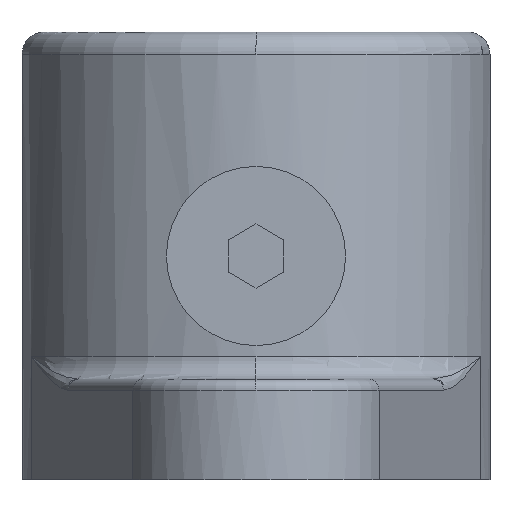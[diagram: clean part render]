
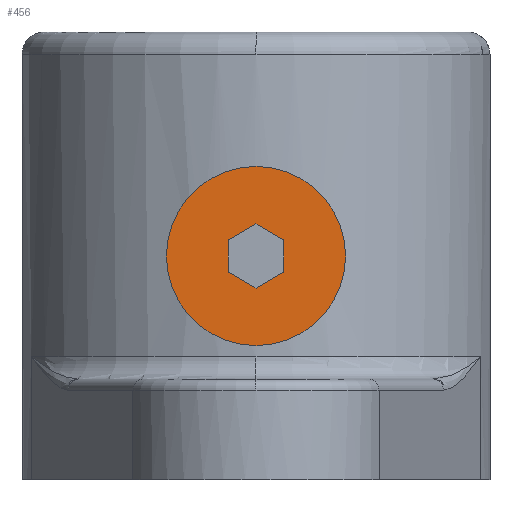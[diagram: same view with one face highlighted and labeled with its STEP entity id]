
A CAD part, left-side view. The second image highlights one B-rep face of the part: STEP entity #456.
In plain terms, the highlighted planar face has unit normal (-1, 0, 0).
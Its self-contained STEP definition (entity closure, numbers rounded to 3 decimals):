
#340 = EDGE_CURVE ( 'NONE', #445, #440, #1368, .T. ) ;
#366 = EDGE_CURVE ( 'NONE', #445, #470, #1419, .T. ) ;
#377 = EDGE_CURVE ( 'NONE', #378, #470, #1621, .T. ) ;
#378 = VERTEX_POINT ( 'NONE', #1657 ) ;
#379 = ORIENTED_EDGE ( 'NONE', *, *, #395, .F. ) ;
#385 = VERTEX_POINT ( 'NONE', #1547 ) ;
#395 = EDGE_CURVE ( 'NONE', #442, #439, #1546, .T. ) ;
#396 = ORIENTED_EDGE ( 'NONE', *, *, #457, .T. ) ;
#397 = ORIENTED_EDGE ( 'NONE', *, *, #377, .T. ) ;
#398 = ORIENTED_EDGE ( 'NONE', *, *, #366, .F. ) ;
#399 = ORIENTED_EDGE ( 'NONE', *, *, #340, .T. ) ;
#400 = ORIENTED_EDGE ( 'NONE', *, *, #438, .F. ) ;
#425 = EDGE_LOOP ( 'NONE', ( #379, #396, #397, #398, #399, #400 ) ) ;
#438 = EDGE_CURVE ( 'NONE', #439, #440, #1643, .T. ) ;
#439 = VERTEX_POINT ( 'NONE', #1594 ) ;
#440 = VERTEX_POINT ( 'NONE', #1593 ) ;
#442 = VERTEX_POINT ( 'NONE', #1592 ) ;
#445 = VERTEX_POINT ( 'NONE', #1591 ) ;
#456 = ADVANCED_FACE ( 'NONE', ( #1555, #1499 ), #1498, .T. ) ;
#457 = EDGE_CURVE ( 'NONE', #442, #378, #1542, .T. ) ;
#458 = ORIENTED_EDGE ( 'NONE', *, *, #487, .T. ) ;
#467 = EDGE_CURVE ( 'NONE', #385, #488, #1648, .T. ) ;
#470 = VERTEX_POINT ( 'NONE', #1506 ) ;
#487 = EDGE_CURVE ( 'NONE', #488, #385, #842, .T. ) ;
#488 = VERTEX_POINT ( 'NONE', #1870 ) ;
#497 = EDGE_LOOP ( 'NONE', ( #458, #512 ) ) ;
#512 = ORIENTED_EDGE ( 'NONE', *, *, #467, .T. ) ;
#601 = CARTESIAN_POINT ( 'NONE',  ( -113.542, 257.518, -0.057 ) ) ;
#842 = CIRCLE ( 'NONE', #1032, 8. ) ;
#1032 = AXIS2_PLACEMENT_3D ( 'NONE', #601, #1317, #1316 ) ;
#1316 = DIRECTION ( 'NONE',  ( 0., 0., -1. ) ) ;
#1317 = DIRECTION ( 'NONE',  ( -1., 0., 0. ) ) ;
#1365 = DIRECTION ( 'NONE',  ( 0., -0.866, -0.5 ) ) ;
#1366 = VECTOR ( 'NONE', #1365, 1000. ) ;
#1367 = CARTESIAN_POINT ( 'NONE',  ( -113.542, 257.518, 2.803 ) ) ;
#1368 = LINE ( 'NONE', #1367, #1366 ) ;
#1416 = DIRECTION ( 'NONE',  ( 0., 0.866, -0.5 ) ) ;
#1417 = VECTOR ( 'NONE', #1416, 1000. ) ;
#1418 = CARTESIAN_POINT ( 'NONE',  ( -113.542, 257.518, 2.803 ) ) ;
#1419 = LINE ( 'NONE', #1418, #1417 ) ;
#1494 = DIRECTION ( 'NONE',  ( 0., 0., -1. ) ) ;
#1495 = DIRECTION ( 'NONE',  ( -1., 0., 0. ) ) ;
#1496 = CARTESIAN_POINT ( 'NONE',  ( -113.542, 257.518, -0.057 ) ) ;
#1497 = AXIS2_PLACEMENT_3D ( 'NONE', #1496, #1495, #1494 ) ;
#1498 = PLANE ( 'NONE',  #1497 ) ;
#1499 = FACE_OUTER_BOUND ( 'NONE', #497, .T. ) ;
#1506 = CARTESIAN_POINT ( 'NONE',  ( -113.542, 259.995, 1.373 ) ) ;
#1513 = DIRECTION ( 'NONE',  ( 0., 0., -1. ) ) ;
#1514 = DIRECTION ( 'NONE',  ( -1., 0., 0. ) ) ;
#1515 = CARTESIAN_POINT ( 'NONE',  ( -113.542, 257.518, -0.057 ) ) ;
#1516 = AXIS2_PLACEMENT_3D ( 'NONE', #1515, #1514, #1513 ) ;
#1539 = DIRECTION ( 'NONE',  ( 0., 0.866, 0.5 ) ) ;
#1540 = VECTOR ( 'NONE', #1539, 1000. ) ;
#1541 = CARTESIAN_POINT ( 'NONE',  ( -113.542, 257.518, -2.917 ) ) ;
#1542 = LINE ( 'NONE', #1541, #1540 ) ;
#1543 = DIRECTION ( 'NONE',  ( 0., -0.866, 0.5 ) ) ;
#1544 = VECTOR ( 'NONE', #1543, 1000. ) ;
#1545 = CARTESIAN_POINT ( 'NONE',  ( -113.542, 257.518, -2.917 ) ) ;
#1546 = LINE ( 'NONE', #1545, #1544 ) ;
#1547 = CARTESIAN_POINT ( 'NONE',  ( -113.542, 257.518, 7.943 ) ) ;
#1555 = FACE_BOUND ( 'NONE', #425, .T. ) ;
#1591 = CARTESIAN_POINT ( 'NONE',  ( -113.542, 257.518, 2.803 ) ) ;
#1592 = CARTESIAN_POINT ( 'NONE',  ( -113.542, 257.518, -2.917 ) ) ;
#1593 = CARTESIAN_POINT ( 'NONE',  ( -113.542, 255.042, 1.373 ) ) ;
#1594 = CARTESIAN_POINT ( 'NONE',  ( -113.542, 255.042, -1.487 ) ) ;
#1621 = LINE ( 'NONE', #1679, #1678 ) ;
#1640 = DIRECTION ( 'NONE',  ( 0., 0., 1. ) ) ;
#1641 = VECTOR ( 'NONE', #1640, 1000. ) ;
#1642 = CARTESIAN_POINT ( 'NONE',  ( -113.542, 255.042, -1.487 ) ) ;
#1643 = LINE ( 'NONE', #1642, #1641 ) ;
#1648 = CIRCLE ( 'NONE', #1516, 8. ) ;
#1657 = CARTESIAN_POINT ( 'NONE',  ( -113.542, 259.995, -1.487 ) ) ;
#1677 = DIRECTION ( 'NONE',  ( 0., 0., 1. ) ) ;
#1678 = VECTOR ( 'NONE', #1677, 1000. ) ;
#1679 = CARTESIAN_POINT ( 'NONE',  ( -113.542, 259.995, -1.487 ) ) ;
#1870 = CARTESIAN_POINT ( 'NONE',  ( -113.542, 257.518, -8.057 ) ) ;
